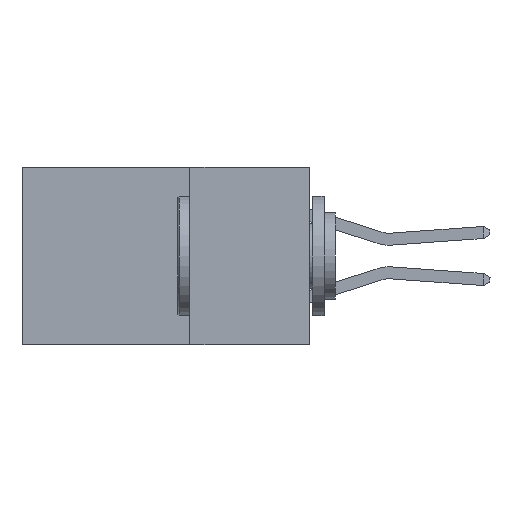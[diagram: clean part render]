
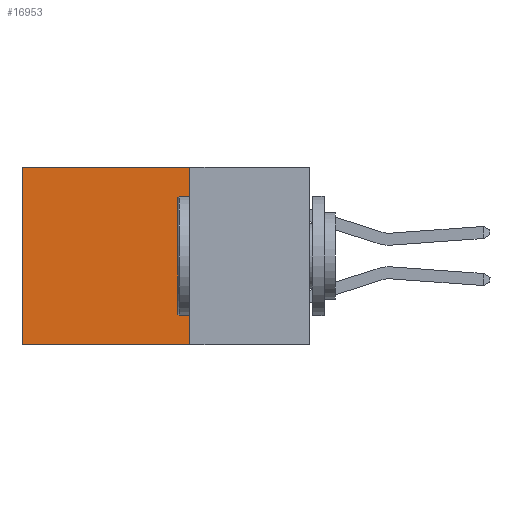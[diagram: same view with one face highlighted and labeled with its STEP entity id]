
A CAD part, left-side view. The second image highlights one B-rep face of the part: STEP entity #16953.
In plain terms, the highlighted planar face has unit normal (-1, 0, 0).
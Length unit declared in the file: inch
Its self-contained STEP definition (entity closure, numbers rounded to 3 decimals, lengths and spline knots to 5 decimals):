
#1854 = CARTESIAN_POINT ( 'NONE',  ( 0.298, 0.6, -0.37 ) ) ;
#2251 = DIRECTION ( 'NONE',  ( 0., 0., -1. ) ) ;
#2674 = LINE ( 'NONE', #12435, #29241 ) ;
#3104 = EDGE_CURVE ( 'NONE', #22150, #20129, #23487, .T. ) ;
#5047 = DIRECTION ( 'NONE',  ( 0., 1., 0. ) ) ;
#8730 = AXIS2_PLACEMENT_3D ( 'NONE', #30007, #16846, #17158 ) ;
#9394 = FACE_OUTER_BOUND ( 'NONE', #21782, .T. ) ;
#10423 = ORIENTED_EDGE ( 'NONE', *, *, #23678, .T. ) ;
#10465 = EDGE_CURVE ( 'NONE', #13519, #25840, #2674, .T. ) ;
#10467 = ORIENTED_EDGE ( 'NONE', *, *, #25281, .F. ) ;
#11009 = VECTOR ( 'NONE', #27826, 39.37008 ) ;
#11099 = VECTOR ( 'NONE', #2251, 39.37008 ) ;
#11393 = DIRECTION ( 'NONE',  ( 0., 1., 0. ) ) ;
#12435 = CARTESIAN_POINT ( 'NONE',  ( 0.298, 0.25, 0. ) ) ;
#13519 = VERTEX_POINT ( 'NONE', #25039 ) ;
#14225 = PLANE ( 'NONE',  #8730 ) ;
#15659 = CARTESIAN_POINT ( 'NONE',  ( 0.298, 0.25, -0.37 ) ) ;
#16846 = DIRECTION ( 'NONE',  ( 1., 0., 0. ) ) ;
#16953 = ADVANCED_FACE ( 'NONE', ( #9394 ), #14225, .F. ) ;
#17158 = DIRECTION ( 'NONE',  ( 0., 0., -1. ) ) ;
#17844 = VECTOR ( 'NONE', #11393, 39.37008 ) ;
#20129 = VERTEX_POINT ( 'NONE', #1854 ) ;
#21439 = CARTESIAN_POINT ( 'NONE',  ( 0.298, 0.25, -0.37 ) ) ;
#21782 = EDGE_LOOP ( 'NONE', ( #10423, #27362, #10467, #26282 ) ) ;
#22150 = VERTEX_POINT ( 'NONE', #15659 ) ;
#22398 = LINE ( 'NONE', #27871, #11099 ) ;
#23487 = LINE ( 'NONE', #21439, #17844 ) ;
#23678 = EDGE_CURVE ( 'NONE', #25840, #20129, #22398, .T. ) ;
#25039 = CARTESIAN_POINT ( 'NONE',  ( 0.298, 0.25, 0. ) ) ;
#25281 = EDGE_CURVE ( 'NONE', #13519, #22150, #30730, .T. ) ;
#25840 = VERTEX_POINT ( 'NONE', #27247 ) ;
#26282 = ORIENTED_EDGE ( 'NONE', *, *, #10465, .T. ) ;
#27247 = CARTESIAN_POINT ( 'NONE',  ( 0.298, 0.6, 0. ) ) ;
#27362 = ORIENTED_EDGE ( 'NONE', *, *, #3104, .F. ) ;
#27826 = DIRECTION ( 'NONE',  ( 0., 0., -1. ) ) ;
#27871 = CARTESIAN_POINT ( 'NONE',  ( 0.298, 0.6, 0. ) ) ;
#29241 = VECTOR ( 'NONE', #5047, 39.37008 ) ;
#30007 = CARTESIAN_POINT ( 'NONE',  ( 0.298, 0.25, 0. ) ) ;
#30065 = CARTESIAN_POINT ( 'NONE',  ( 0.298, 0.25, 0. ) ) ;
#30730 = LINE ( 'NONE', #30065, #11009 ) ;
